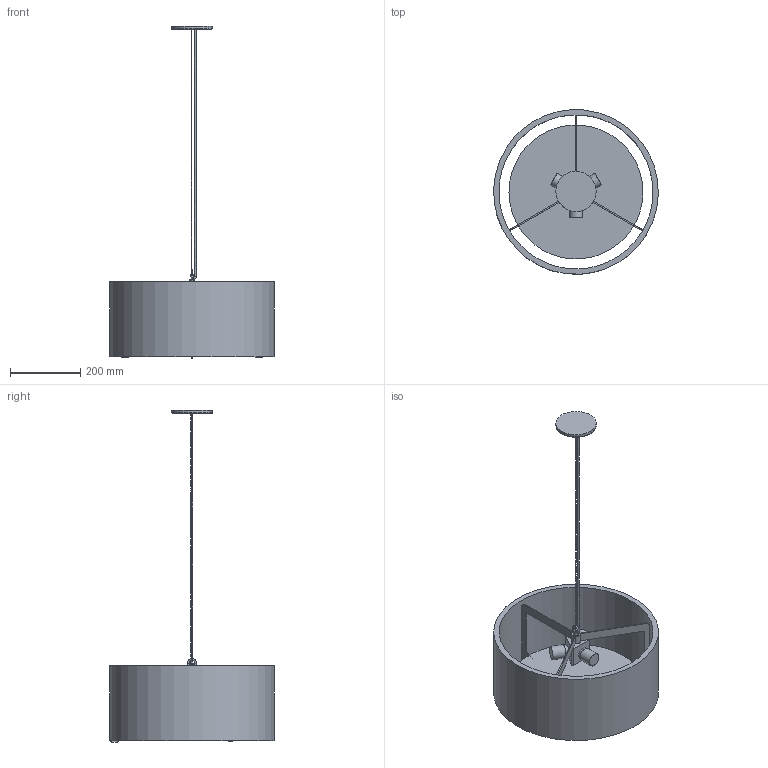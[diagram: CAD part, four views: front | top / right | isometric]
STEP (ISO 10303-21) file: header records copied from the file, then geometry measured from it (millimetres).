
FILE_DESCRIPTION(/* description */ (''),/* implementation_level */ '2;1');
FILE_NAME(/* name */ 'Drum18_3D_mm',/* time_stamp */ '2025-07-07T15:02:17-07:00',/* author */ (''),/* organization */ (''),/* preprocessor_version */ 'ST-DEVELOPER v16.5',/* originating_system */ '',/* authorisation */ '');
FILE_SCHEMA (('AUTOMOTIVE_DESIGN'));
Length unit declared in the file: millimetre
Products named in the file (1): Document
Bounding box: 468.12 x 467.61 x 943.92 mm (x, y, z)
Volume: 5357159.9 mm3; surface area: 1024561.1 mm2
Topology: 11 solids, 12 shells, 126 faces, 289 edges, 184 vertices
Faces by surface type: bspline 88, plane 38
Entity records: 4600 total; most frequent: CARTESIAN_POINT 2863, ORIENTED_EDGE 577, EDGE_CURVE 289, VERTEX_POINT 184, EDGE_LOOP 130, ADVANCED_FACE 126, FACE_OUTER_BOUND 126, DIRECTION 44
